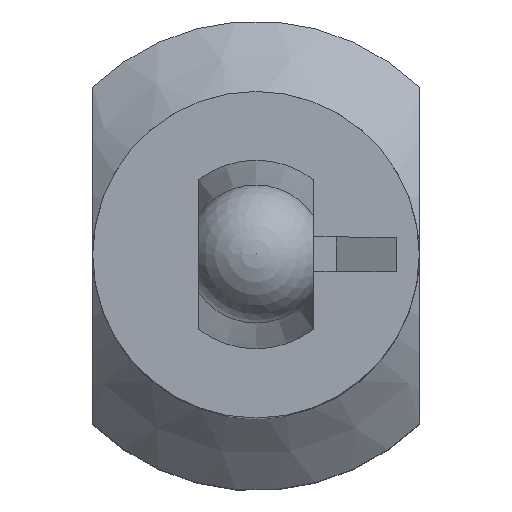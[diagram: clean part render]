
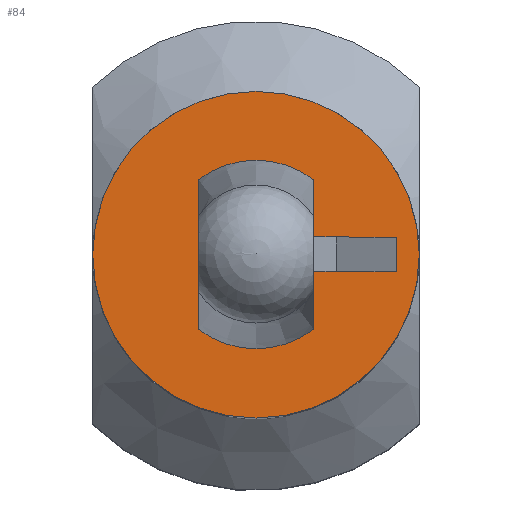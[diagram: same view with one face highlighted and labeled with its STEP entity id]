
A CAD part, top view. The second image highlights one B-rep face of the part: STEP entity #84.
In plain terms, the highlighted planar face has unit normal (0, 0, 1).
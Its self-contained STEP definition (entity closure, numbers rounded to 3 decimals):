
#84 = ADVANCED_FACE( '', ( #209, #210, #211 ), #212, .T. );
#209 = FACE_BOUND( '', #381, .T. );
#210 = FACE_BOUND( '', #382, .T. );
#211 = FACE_OUTER_BOUND( '', #383, .T. );
#212 = PLANE( '', #384 );
#381 = EDGE_LOOP( '', ( #567, #568, #569, #570 ) );
#382 = EDGE_LOOP( '', ( #571, #572, #573, #574 ) );
#383 = EDGE_LOOP( '', ( #575 ) );
#384 = AXIS2_PLACEMENT_3D( '', #576, #577, #578 );
#567 = ORIENTED_EDGE( '', *, *, #1034, .T. );
#568 = ORIENTED_EDGE( '', *, *, #1035, .T. );
#569 = ORIENTED_EDGE( '', *, *, #1036, .T. );
#570 = ORIENTED_EDGE( '', *, *, #1037, .T. );
#571 = ORIENTED_EDGE( '', *, *, #1038, .T. );
#572 = ORIENTED_EDGE( '', *, *, #1039, .F. );
#573 = ORIENTED_EDGE( '', *, *, #1040, .T. );
#574 = ORIENTED_EDGE( '', *, *, #1024, .T. );
#575 = ORIENTED_EDGE( '', *, *, #1041, .F. );
#576 = CARTESIAN_POINT( '', ( -3.55, 0., 19.1 ) );
#577 = DIRECTION( '', ( 0., 0., 1. ) );
#578 = DIRECTION( '', ( 1., 0., 0. ) );
#1024 = EDGE_CURVE( '', #1220, #1221, #1222, .T. );
#1034 = EDGE_CURVE( '', #1238, #1239, #1240, .T. );
#1035 = EDGE_CURVE( '', #1239, #1241, #1242, .T. );
#1036 = EDGE_CURVE( '', #1241, #1243, #1244, .T. );
#1037 = EDGE_CURVE( '', #1243, #1238, #1245, .T. );
#1038 = EDGE_CURVE( '', #1221, #1246, #1247, .T. );
#1039 = EDGE_CURVE( '', #1248, #1246, #1249, .T. );
#1040 = EDGE_CURVE( '', #1248, #1220, #1250, .T. );
#1041 = EDGE_CURVE( '', #1251, #1251, #1252, .T. );
#1220 = VERTEX_POINT( '', #1502 );
#1221 = VERTEX_POINT( '', #1503 );
#1222 = CIRCLE( '', #1504, 1.9 );
#1238 = VERTEX_POINT( '', #1528 );
#1239 = VERTEX_POINT( '', #1529 );
#1240 = LINE( '', #1530, #1531 );
#1241 = VERTEX_POINT( '', #1532 );
#1242 = LINE( '', #1533, #1534 );
#1243 = VERTEX_POINT( '', #1535 );
#1244 = CIRCLE( '', #1536, 1.9 );
#1245 = LINE( '', #1537, #1538 );
#1246 = VERTEX_POINT( '', #1539 );
#1247 = LINE( '', #1540, #1541 );
#1248 = VERTEX_POINT( '', #1542 );
#1249 = LINE( '', #1543, #1544 );
#1250 = LINE( '', #1545, #1546 );
#1251 = VERTEX_POINT( '', #1547 );
#1252 = CIRCLE( '', #1548, 3.55 );
#1502 = CARTESIAN_POINT( '', ( -1.25, 1.431, 19.1 ) );
#1503 = CARTESIAN_POINT( '', ( 1.25, 1.431, 19.1 ) );
#1504 = AXIS2_PLACEMENT_3D( '', #1907, #1908, #1909 );
#1528 = CARTESIAN_POINT( '', ( -1.25, -0.899, 19.1 ) );
#1529 = CARTESIAN_POINT( '', ( 1.25, -0.899, 19.1 ) );
#1530 = CARTESIAN_POINT( '', ( -1.25, -0.899, 19.1 ) );
#1531 = VECTOR( '', #1921, 1000. );
#1532 = CARTESIAN_POINT( '', ( 1.25, -1.431, 19.1 ) );
#1533 = CARTESIAN_POINT( '', ( 1.25, 2.05, 19.1 ) );
#1534 = VECTOR( '', #1922, 1000. );
#1535 = CARTESIAN_POINT( '', ( -1.25, -1.431, 19.1 ) );
#1536 = AXIS2_PLACEMENT_3D( '', #1923, #1924, #1925 );
#1537 = CARTESIAN_POINT( '', ( -1.25, -2.05, 19.1 ) );
#1538 = VECTOR( '', #1926, 1000. );
#1539 = CARTESIAN_POINT( '', ( 1.25, 0.899, 19.1 ) );
#1540 = CARTESIAN_POINT( '', ( 1.25, 2.05, 19.1 ) );
#1541 = VECTOR( '', #1927, 1000. );
#1542 = CARTESIAN_POINT( '', ( -1.25, 0.899, 19.1 ) );
#1543 = CARTESIAN_POINT( '', ( -1.25, 0.899, 19.1 ) );
#1544 = VECTOR( '', #1928, 1000. );
#1545 = CARTESIAN_POINT( '', ( -1.25, -2.05, 19.1 ) );
#1546 = VECTOR( '', #1929, 1000. );
#1547 = CARTESIAN_POINT( '', ( -3.55, 0., 19.1 ) );
#1548 = AXIS2_PLACEMENT_3D( '', #1930, #1931, #1932 );
#1907 = CARTESIAN_POINT( '', ( 0., 0., 19.1 ) );
#1908 = DIRECTION( '', ( 0., 0., -1. ) );
#1909 = DIRECTION( '', ( -1., 0., 0. ) );
#1921 = DIRECTION( '', ( 1., 0., 0. ) );
#1922 = DIRECTION( '', ( 0., -1., 0. ) );
#1923 = CARTESIAN_POINT( '', ( 0., 0., 19.1 ) );
#1924 = DIRECTION( '', ( 0., 0., -1. ) );
#1925 = DIRECTION( '', ( -1., 0., 0. ) );
#1926 = DIRECTION( '', ( 0., 1., 0. ) );
#1927 = DIRECTION( '', ( 0., -1., 0. ) );
#1928 = DIRECTION( '', ( 1., 0., 0. ) );
#1929 = DIRECTION( '', ( 0., 1., 0. ) );
#1930 = CARTESIAN_POINT( '', ( 0., 0., 19.1 ) );
#1931 = DIRECTION( '', ( 0., 0., -1. ) );
#1932 = DIRECTION( '', ( -1., 0., 0. ) );
